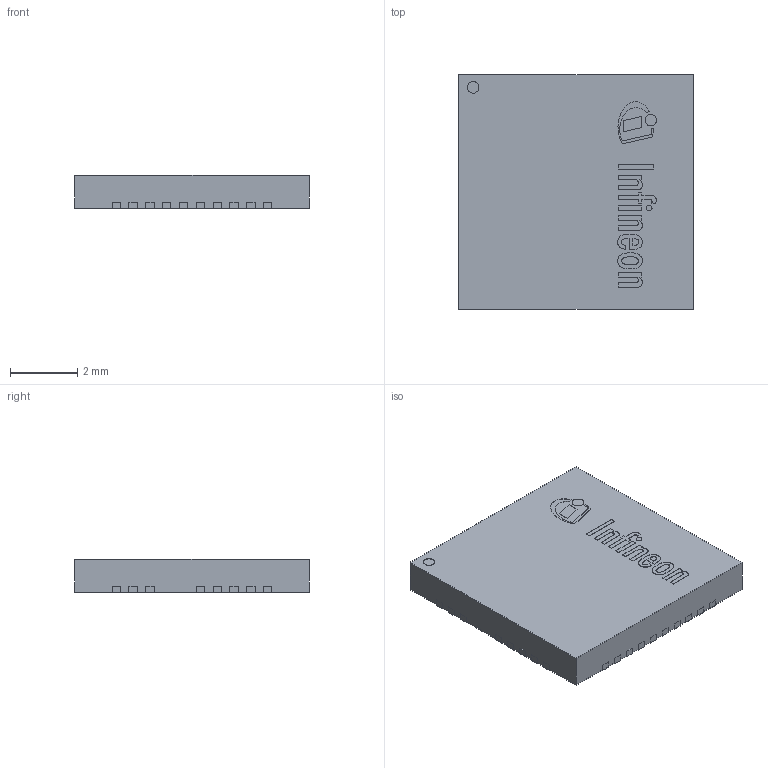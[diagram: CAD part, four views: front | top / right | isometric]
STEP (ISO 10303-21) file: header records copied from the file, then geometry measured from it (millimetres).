
FILE_DESCRIPTION(/* description */ (''),/* implementation_level */ '2;1');
FILE_NAME(/* name */ 'PG-VQFN-34-900_Z8B00212606_V01_3D.stp',/* time_stamp */ '2021-03-10T17:22:51+06:00',/* author */ ('janartha'),/* organization */ (''),/* preprocessor_version */ 'ST-DEVELOPER v16.13',/* originating_system */ 'AutoCAD Mechanical',/* authorisation */ '');
FILE_SCHEMA (('AUTOMOTIVE_DESIGN { 1 0 10303 214 3 1 1 }'));
Length unit declared in the file: millimetre
Products named in the file (1): Product
Bounding box: 7 x 7 x 1.01 mm (x, y, z)
Volume: 50.2 mm3; surface area: 163.6 mm2
Topology: 49 solids, 49 shells, 340 faces, 723 edges, 482 vertices
Faces by surface type: plane 276, cylinder 46, bspline 18
Full cylindrical faces by diameter (mm): 0.171 x1, 0.344 x3
Entity records: 9214 total; most frequent: CARTESIAN_POINT 1916, ORIENTED_EDGE 1438, DIRECTION 1421, EDGE_CURVE 719, LINE 591, VECTOR 591, VERTEX_POINT 482, AXIS2_PLACEMENT_3D 415
